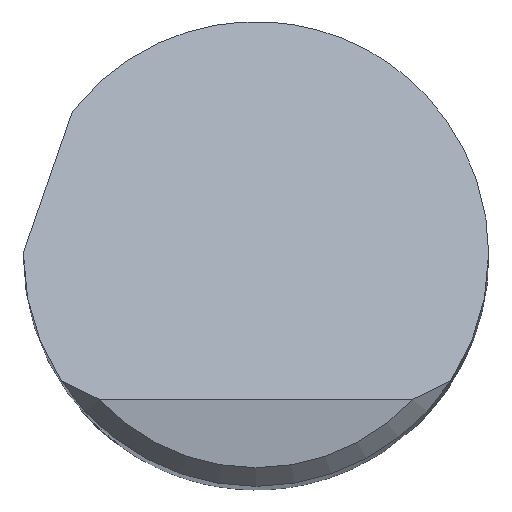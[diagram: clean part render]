
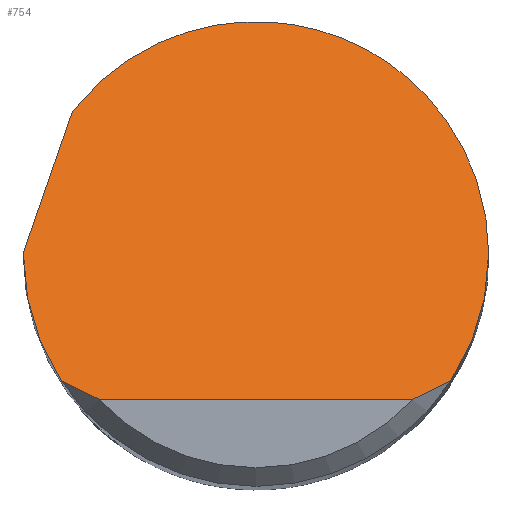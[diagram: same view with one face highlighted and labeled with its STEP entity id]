
A CAD part, top view. The second image highlights one B-rep face of the part: STEP entity #754.
In plain terms, the highlighted planar face has unit normal (0, 0.707, 0.707).
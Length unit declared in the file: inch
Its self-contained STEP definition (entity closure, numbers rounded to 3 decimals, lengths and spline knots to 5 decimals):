
#7 = CARTESIAN_POINT ( 'NONE',  ( 0.1875, 0., 1.8825 ) ) ;
#26 = EDGE_CURVE ( 'NONE', #454, #562, #323, .T. ) ;
#43 = CARTESIAN_POINT ( 'NONE',  ( -0.17704, -0.0718, 1.9543 ) ) ;
#52 = ORIENTED_EDGE ( 'NONE', *, *, #802, .F. ) ;
#56 = ORIENTED_EDGE ( 'NONE', *, *, #26, .T. ) ;
#83 = FACE_OUTER_BOUND ( 'NONE', #596, .T. ) ;
#89 = VERTEX_POINT ( 'NONE', #550 ) ;
#110 = EDGE_CURVE ( 'NONE', #454, #728, #645, .T. ) ;
#119 = ORIENTED_EDGE ( 'NONE', *, *, #110, .F. ) ;
#129 = B_SPLINE_CURVE_WITH_KNOTS ( 'NONE', 3,
 ( #856, #415, #135, #282 ),
 .UNSPECIFIED., .F., .F.,
 ( 4, 4 ),
 ( 0., 0.00095 ),
 .UNSPECIFIED. ) ;
#135 = CARTESIAN_POINT ( 'NONE',  ( 0.14711, -0.10785, 1.99035 ) ) ;
#143 = VECTOR ( 'NONE', #848, 39.37008 ) ;
#151 = CARTESIAN_POINT ( 'NONE',  ( -0.14711, -0.10785, 1.99035 ) ) ;
#163 = CARTESIAN_POINT ( 'NONE',  ( -0.157, -0.1025, 1.985 ) ) ;
#164 = CARTESIAN_POINT ( 'NONE',  ( 0.17704, -0.0718, 1.9543 ) ) ;
#180 = CARTESIAN_POINT ( 'NONE',  ( -0.12629, -0.1175, 2. ) ) ;
#195 = CARTESIAN_POINT ( 'NONE',  ( -0.157, -0.1025, 1.985 ) ) ;
#199 = VERTEX_POINT ( 'NONE', #926 ) ;
#221 = CARTESIAN_POINT ( 'NONE',  ( -0.1875, 0.001, 1.8815 ) ) ;
#255 = CARTESIAN_POINT ( 'NONE',  ( -0.1875, -0.03666, 1.91916 ) ) ;
#268 = ORIENTED_EDGE ( 'NONE', *, *, #581, .F. ) ;
#282 = CARTESIAN_POINT ( 'NONE',  ( 0.157, -0.1025, 1.985 ) ) ;
#287 = DIRECTION ( 'NONE',  ( 0.238, 0.687, -0.687 ) ) ;
#317 = CARTESIAN_POINT ( 'NONE',  ( -0.1875, 0., 1.8825 ) ) ;
#318 = CARTESIAN_POINT ( 'NONE',  ( -0.1875, -0.1175, 2. ) ) ;
#323 = B_SPLINE_CURVE_WITH_KNOTS ( 'NONE', 3,
 ( #163, #151, #330, #180 ),
 .UNSPECIFIED., .F., .F.,
 ( 4, 4 ),
 ( 0., 0.00095 ),
 .UNSPECIFIED. ) ;
#326 = DIRECTION ( 'NONE',  ( 0., 0.707, -0.707 ) ) ;
#330 = CARTESIAN_POINT ( 'NONE',  ( -0.1369, -0.11288, 1.99538 ) ) ;
#333 = LINE ( 'NONE', #832, #143 ) ;
#361 =( BOUNDED_CURVE ( )  B_SPLINE_CURVE ( 3, ( #820, #686, #164, #746 ),
 .UNSPECIFIED., .F., .T. ) 
 B_SPLINE_CURVE_WITH_KNOTS ( ( 4, 4 ),
 ( 1.5708, 2.14917 ),
 .UNSPECIFIED. ) 
 CURVE ( )  GEOMETRIC_REPRESENTATION_ITEM ( )  RATIONAL_B_SPLINE_CURVE ( ( 1., 0.972, 0.972, 1. ) ) 
 REPRESENTATION_ITEM ( '' )  );
#403 = CARTESIAN_POINT ( 'NONE',  ( 0.157, -0.1025, 1.985 ) ) ;
#415 = CARTESIAN_POINT ( 'NONE',  ( 0.1369, -0.11288, 1.99538 ) ) ;
#448 = EDGE_CURVE ( 'NONE', #562, #199, #333, .T. ) ;
#454 = VERTEX_POINT ( 'NONE', #195 ) ;
#460 = PLANE ( 'NONE',  #540 ) ;
#466 = CARTESIAN_POINT ( 'NONE',  ( -0.1875, 0., 1.8825 ) ) ;
#472 = ORIENTED_EDGE ( 'NONE', *, *, #448, .T. ) ;
#484 = CARTESIAN_POINT ( 'NONE',  ( -0.1875, 0.00033, 1.88217 ) ) ;
#499 = ORIENTED_EDGE ( 'NONE', *, *, #898, .F. ) ;
#527 = DIRECTION ( 'NONE',  ( 0., -0.707, -0.707 ) ) ;
#540 = AXIS2_PLACEMENT_3D ( 'NONE', #318, #527, #326 ) ;
#550 = CARTESIAN_POINT ( 'NONE',  ( 0.1875, 0., 1.8825 ) ) ;
#554 =( BOUNDED_CURVE ( )  B_SPLINE_CURVE ( 3, ( #663, #941, #585, #7 ),
 .UNSPECIFIED., .F., .F. ) 
 B_SPLINE_CURVE_WITH_KNOTS ( ( 4, 4 ),
 ( 5.37386, 7.85398 ),
 .UNSPECIFIED. ) 
 CURVE ( )  GEOMETRIC_REPRESENTATION_ITEM ( )  RATIONAL_B_SPLINE_CURVE ( ( 1., 0.55, 0.55, 1. ) ) 
 REPRESENTATION_ITEM ( '' )  );
#555 = EDGE_CURVE ( 'NONE', #199, #910, #129, .T. ) ;
#562 = VERTEX_POINT ( 'NONE', #861 ) ;
#581 = EDGE_CURVE ( 'NONE', #659, #639, #719, .T. ) ;
#585 = CARTESIAN_POINT ( 'NONE',  ( 0.1875, 0.21502, 1.66748 ) ) ;
#590 = CARTESIAN_POINT ( 'NONE',  ( -0.14795, 0.11518, 1.76732 ) ) ;
#596 = EDGE_LOOP ( 'NONE', ( #472, #857, #52, #815, #268, #499, #119, #56 ) ) ;
#599 = VECTOR ( 'NONE', #287, 39.37008 ) ;
#622 = CARTESIAN_POINT ( 'NONE',  ( -0.1875, 0.00067, 1.88183 ) ) ;
#639 = VERTEX_POINT ( 'NONE', #590 ) ;
#645 =( BOUNDED_CURVE ( )  B_SPLINE_CURVE ( 3, ( #837, #43, #255, #317 ),
 .UNSPECIFIED., .F., .T. ) 
 B_SPLINE_CURVE_WITH_KNOTS ( ( 4, 4 ),
 ( 4.13401, 4.71239 ),
 .UNSPECIFIED. ) 
 CURVE ( )  GEOMETRIC_REPRESENTATION_ITEM ( )  RATIONAL_B_SPLINE_CURVE ( ( 1., 0.972, 0.972, 1. ) ) 
 REPRESENTATION_ITEM ( '' )  );
#659 = VERTEX_POINT ( 'NONE', #221 ) ;
#663 = CARTESIAN_POINT ( 'NONE',  ( -0.14795, 0.11518, 1.76732 ) ) ;
#670 = EDGE_CURVE ( 'NONE', #639, #89, #554, .T. ) ;
#686 = CARTESIAN_POINT ( 'NONE',  ( 0.1875, -0.03666, 1.91916 ) ) ;
#699 = CARTESIAN_POINT ( 'NONE',  ( -0.1875, 0.001, 1.8815 ) ) ;
#712 =( BOUNDED_CURVE ( )  B_SPLINE_CURVE ( 3, ( #843, #484, #622, #699 ),
 .UNSPECIFIED., .F., .T. ) 
 B_SPLINE_CURVE_WITH_KNOTS ( ( 4, 4 ),
 ( 4.71239, 4.71772 ),
 .UNSPECIFIED. ) 
 CURVE ( )  GEOMETRIC_REPRESENTATION_ITEM ( )  RATIONAL_B_SPLINE_CURVE ( ( 1., 1., 1., 1. ) ) 
 REPRESENTATION_ITEM ( '' )  );
#719 = LINE ( 'NONE', #940, #599 ) ;
#728 = VERTEX_POINT ( 'NONE', #466 ) ;
#746 = CARTESIAN_POINT ( 'NONE',  ( 0.157, -0.1025, 1.985 ) ) ;
#754 = ADVANCED_FACE ( 'NONE', ( #83 ), #460, .F. ) ;
#802 = EDGE_CURVE ( 'NONE', #89, #910, #361, .T. ) ;
#815 = ORIENTED_EDGE ( 'NONE', *, *, #670, .F. ) ;
#820 = CARTESIAN_POINT ( 'NONE',  ( 0.1875, 0., 1.8825 ) ) ;
#832 = CARTESIAN_POINT ( 'NONE',  ( 0., -0.1175, 2. ) ) ;
#837 = CARTESIAN_POINT ( 'NONE',  ( -0.157, -0.1025, 1.985 ) ) ;
#843 = CARTESIAN_POINT ( 'NONE',  ( -0.1875, 0., 1.8825 ) ) ;
#848 = DIRECTION ( 'NONE',  ( 1., 0., 0. ) ) ;
#856 = CARTESIAN_POINT ( 'NONE',  ( 0.12629, -0.1175, 2. ) ) ;
#857 = ORIENTED_EDGE ( 'NONE', *, *, #555, .T. ) ;
#861 = CARTESIAN_POINT ( 'NONE',  ( -0.12629, -0.1175, 2. ) ) ;
#898 = EDGE_CURVE ( 'NONE', #728, #659, #712, .T. ) ;
#910 = VERTEX_POINT ( 'NONE', #403 ) ;
#926 = CARTESIAN_POINT ( 'NONE',  ( 0.12629, -0.1175, 2. ) ) ;
#940 = CARTESIAN_POINT ( 'NONE',  ( -0.22622, -0.1108, 1.9933 ) ) ;
#941 = CARTESIAN_POINT ( 'NONE',  ( -0.01587, 0.28485, 1.59765 ) ) ;
